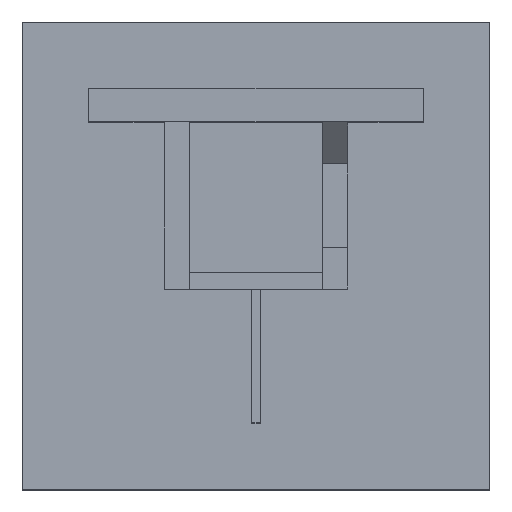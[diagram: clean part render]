
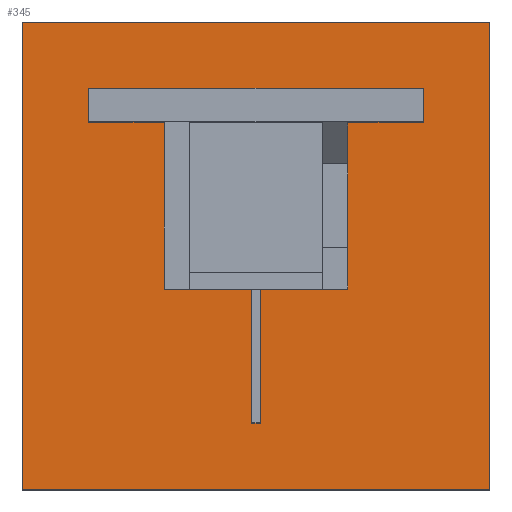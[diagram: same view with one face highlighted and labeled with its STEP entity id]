
A CAD part, top view. The second image highlights one B-rep face of the part: STEP entity #345.
In plain terms, the highlighted planar face has unit normal (0, 0, 1).
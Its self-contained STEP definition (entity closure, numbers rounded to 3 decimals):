
#12 = CARTESIAN_POINT ( 'NONE',  ( 114.3, 317.5, 50.8 ) ) ;
#15 = VECTOR ( 'NONE', #259, 1000. ) ;
#16 = CARTESIAN_POINT ( 'NONE',  ( 244.475, 0., 50.8 ) ) ;
#19 = ORIENTED_EDGE ( 'NONE', *, *, #719, .F. ) ;
#23 = CARTESIAN_POINT ( 'NONE',  ( 311.15, 190.5, 50.8 ) ) ;
#24 = EDGE_LOOP ( 'NONE', ( #369, #840, #872, #161 ) ) ;
#29 = ORIENTED_EDGE ( 'NONE', *, *, #428, .F. ) ;
#42 = VERTEX_POINT ( 'NONE', #12 ) ;
#43 = LINE ( 'NONE', #339, #773 ) ;
#44 = VERTEX_POINT ( 'NONE', #23 ) ;
#45 = CARTESIAN_POINT ( 'NONE',  ( 368.3, 317.5, 50.8 ) ) ;
#46 = VECTOR ( 'NONE', #648, 1000. ) ;
#89 = VERTEX_POINT ( 'NONE', #801 ) ;
#90 = VERTEX_POINT ( 'NONE', #440 ) ;
#103 = CARTESIAN_POINT ( 'NONE',  ( 63.5, 393.7, 50.8 ) ) ;
#105 = CARTESIAN_POINT ( 'NONE',  ( 88.9, 342.9, 50.8 ) ) ;
#115 = CARTESIAN_POINT ( 'NONE',  ( 419.1, 393.7, 50.8 ) ) ;
#116 = EDGE_CURVE ( 'NONE', #42, #703, #119, .T. ) ;
#119 = LINE ( 'NONE', #824, #15 ) ;
#126 = CARTESIAN_POINT ( 'NONE',  ( 238.125, 190.5, 50.8 ) ) ;
#129 = DIRECTION ( 'NONE',  ( 1., 0., 0. ) ) ;
#136 = VECTOR ( 'NONE', #129, 1000. ) ;
#137 = FACE_OUTER_BOUND ( 'NONE', #24, .T. ) ;
#150 = DIRECTION ( 'NONE',  ( 0., 1., 0. ) ) ;
#157 = VERTEX_POINT ( 'NONE', #608 ) ;
#159 = EDGE_CURVE ( 'NONE', #90, #621, #830, .T. ) ;
#160 = CARTESIAN_POINT ( 'NONE',  ( 171.45, 190.5, 50.8 ) ) ;
#161 = ORIENTED_EDGE ( 'NONE', *, *, #250, .F. ) ;
#168 = ORIENTED_EDGE ( 'NONE', *, *, #452, .F. ) ;
#174 = ORIENTED_EDGE ( 'NONE', *, *, #116, .F. ) ;
#191 = VERTEX_POINT ( 'NONE', #687 ) ;
#193 = ORIENTED_EDGE ( 'NONE', *, *, #328, .F. ) ;
#197 = ORIENTED_EDGE ( 'NONE', *, *, #551, .F. ) ;
#200 = LINE ( 'NONE', #491, #836 ) ;
#202 = ORIENTED_EDGE ( 'NONE', *, *, #496, .F. ) ;
#203 = CARTESIAN_POINT ( 'NONE',  ( 368.3, 342.9, 50.8 ) ) ;
#204 = VERTEX_POINT ( 'NONE', #45 ) ;
#210 = VECTOR ( 'NONE', #672, 1000. ) ;
#250 = EDGE_CURVE ( 'NONE', #89, #90, #280, .T. ) ;
#259 = DIRECTION ( 'NONE',  ( 1., 0., 0. ) ) ;
#260 = CARTESIAN_POINT ( 'NONE',  ( 311.15, 317.5, 50.8 ) ) ;
#269 = LINE ( 'NONE', #329, #691 ) ;
#270 = ORIENTED_EDGE ( 'NONE', *, *, #616, .F. ) ;
#276 = FACE_BOUND ( 'NONE', #352, .T. ) ;
#280 = LINE ( 'NONE', #627, #469 ) ;
#282 = CARTESIAN_POINT ( 'NONE',  ( 238.125, 88.9, 50.8 ) ) ;
#285 = DIRECTION ( 'NONE',  ( 0., -1., 0. ) ) ;
#288 = VECTOR ( 'NONE', #818, 1000. ) ;
#298 = LINE ( 'NONE', #585, #305 ) ;
#305 = VECTOR ( 'NONE', #808, 1000. ) ;
#306 = LINE ( 'NONE', #16, #46 ) ;
#317 = LINE ( 'NONE', #664, #926 ) ;
#323 = CARTESIAN_POINT ( 'NONE',  ( 114.3, 342.9, 50.8 ) ) ;
#326 = CARTESIAN_POINT ( 'NONE',  ( 63.5, 393.7, 50.8 ) ) ;
#328 = EDGE_CURVE ( 'NONE', #726, #42, #357, .T. ) ;
#329 = CARTESIAN_POINT ( 'NONE',  ( 171.45, 317.5, 50.8 ) ) ;
#337 = DIRECTION ( 'NONE',  ( 0., 0., -1. ) ) ;
#339 = CARTESIAN_POINT ( 'NONE',  ( 419.1, 393.7, 50.8 ) ) ;
#340 = ORIENTED_EDGE ( 'NONE', *, *, #789, .F. ) ;
#345 = ADVANCED_FACE ( 'NONE', ( #276, #137 ), #560, .F. ) ;
#350 = DIRECTION ( 'NONE',  ( 0., 1., 0. ) ) ;
#352 = EDGE_LOOP ( 'NONE', ( #193, #667, #340, #270, #450, #202, #29, #570, #197, #168, #19, #174 ) ) ;
#357 = LINE ( 'NONE', #702, #644 ) ;
#369 = ORIENTED_EDGE ( 'NONE', *, *, #681, .F. ) ;
#382 = AXIS2_PLACEMENT_3D ( 'NONE', #710, #337, #429 ) ;
#393 = VERTEX_POINT ( 'NONE', #160 ) ;
#394 = DIRECTION ( 'NONE',  ( -1., 0., 0. ) ) ;
#428 = EDGE_CURVE ( 'NONE', #157, #191, #306, .T. ) ;
#429 = DIRECTION ( 'NONE',  ( -1., 0., 0. ) ) ;
#434 = EDGE_CURVE ( 'NONE', #44, #651, #799, .T. ) ;
#440 = CARTESIAN_POINT ( 'NONE',  ( 63.5, 38.1, 50.8 ) ) ;
#450 = ORIENTED_EDGE ( 'NONE', *, *, #434, .F. ) ;
#451 = CARTESIAN_POINT ( 'NONE',  ( 171.45, 190.5, 50.8 ) ) ;
#452 = EDGE_CURVE ( 'NONE', #393, #928, #453, .T. ) ;
#453 = LINE ( 'NONE', #740, #288 ) ;
#462 = DIRECTION ( 'NONE',  ( 1., 0., 0. ) ) ;
#469 = VECTOR ( 'NONE', #492, 1000. ) ;
#491 = CARTESIAN_POINT ( 'NONE',  ( 234.95, 88.9, 50.8 ) ) ;
#492 = DIRECTION ( 'NONE',  ( -1., 0., 0. ) ) ;
#496 = EDGE_CURVE ( 'NONE', #191, #44, #525, .T. ) ;
#525 = LINE ( 'NONE', #451, #834 ) ;
#551 = EDGE_CURVE ( 'NONE', #928, #848, #317, .T. ) ;
#560 = PLANE ( 'NONE',  #382 ) ;
#570 = ORIENTED_EDGE ( 'NONE', *, *, #896, .F. ) ;
#574 = VECTOR ( 'NONE', #150, 1000. ) ;
#585 = CARTESIAN_POINT ( 'NONE',  ( 88.9, 317.5, 50.8 ) ) ;
#605 = DIRECTION ( 'NONE',  ( 0., -1., 0. ) ) ;
#608 = CARTESIAN_POINT ( 'NONE',  ( 244.475, 88.9, 50.8 ) ) ;
#616 = EDGE_CURVE ( 'NONE', #651, #204, #298, .T. ) ;
#621 = VERTEX_POINT ( 'NONE', #326 ) ;
#627 = CARTESIAN_POINT ( 'NONE',  ( 419.1, 38.1, 50.8 ) ) ;
#628 = LINE ( 'NONE', #711, #791 ) ;
#644 = VECTOR ( 'NONE', #285, 1000. ) ;
#648 = DIRECTION ( 'NONE',  ( 0., 1., 0. ) ) ;
#651 = VERTEX_POINT ( 'NONE', #260 ) ;
#664 = CARTESIAN_POINT ( 'NONE',  ( 238.125, 0., 50.8 ) ) ;
#667 = ORIENTED_EDGE ( 'NONE', *, *, #733, .F. ) ;
#672 = DIRECTION ( 'NONE',  ( 0., 1., 0. ) ) ;
#681 = EDGE_CURVE ( 'NONE', #716, #89, #43, .T. ) ;
#687 = CARTESIAN_POINT ( 'NONE',  ( 244.475, 190.5, 50.8 ) ) ;
#691 = VECTOR ( 'NONE', #757, 1000. ) ;
#702 = CARTESIAN_POINT ( 'NONE',  ( 114.3, 0., 50.8 ) ) ;
#703 = VERTEX_POINT ( 'NONE', #904 ) ;
#710 = CARTESIAN_POINT ( 'NONE',  ( 0., 0., 50.8 ) ) ;
#711 = CARTESIAN_POINT ( 'NONE',  ( 368.3, 0., 50.8 ) ) ;
#716 = VERTEX_POINT ( 'NONE', #115 ) ;
#719 = EDGE_CURVE ( 'NONE', #703, #393, #269, .T. ) ;
#722 = CARTESIAN_POINT ( 'NONE',  ( 311.15, 317.5, 50.8 ) ) ;
#724 = VECTOR ( 'NONE', #394, 1000. ) ;
#726 = VERTEX_POINT ( 'NONE', #323 ) ;
#733 = EDGE_CURVE ( 'NONE', #828, #726, #753, .T. ) ;
#740 = CARTESIAN_POINT ( 'NONE',  ( 171.45, 190.5, 50.8 ) ) ;
#753 = LINE ( 'NONE', #105, #724 ) ;
#757 = DIRECTION ( 'NONE',  ( 0., -1., 0. ) ) ;
#764 = EDGE_CURVE ( 'NONE', #621, #716, #787, .T. ) ;
#767 = DIRECTION ( 'NONE',  ( 0., -1., 0. ) ) ;
#773 = VECTOR ( 'NONE', #767, 1000. ) ;
#781 = DIRECTION ( 'NONE',  ( 1., 0., 0. ) ) ;
#787 = LINE ( 'NONE', #793, #136 ) ;
#789 = EDGE_CURVE ( 'NONE', #204, #828, #628, .T. ) ;
#791 = VECTOR ( 'NONE', #350, 1000. ) ;
#793 = CARTESIAN_POINT ( 'NONE',  ( 419.1, 393.7, 50.8 ) ) ;
#799 = LINE ( 'NONE', #722, #574 ) ;
#801 = CARTESIAN_POINT ( 'NONE',  ( 419.1, 38.1, 50.8 ) ) ;
#808 = DIRECTION ( 'NONE',  ( 1., 0., 0. ) ) ;
#818 = DIRECTION ( 'NONE',  ( 1., 0., 0. ) ) ;
#824 = CARTESIAN_POINT ( 'NONE',  ( 88.9, 317.5, 50.8 ) ) ;
#828 = VERTEX_POINT ( 'NONE', #203 ) ;
#830 = LINE ( 'NONE', #103, #210 ) ;
#834 = VECTOR ( 'NONE', #462, 1000. ) ;
#836 = VECTOR ( 'NONE', #781, 1000. ) ;
#840 = ORIENTED_EDGE ( 'NONE', *, *, #764, .F. ) ;
#848 = VERTEX_POINT ( 'NONE', #282 ) ;
#872 = ORIENTED_EDGE ( 'NONE', *, *, #159, .F. ) ;
#896 = EDGE_CURVE ( 'NONE', #848, #157, #200, .T. ) ;
#904 = CARTESIAN_POINT ( 'NONE',  ( 171.45, 317.5, 50.8 ) ) ;
#926 = VECTOR ( 'NONE', #605, 1000. ) ;
#928 = VERTEX_POINT ( 'NONE', #126 ) ;
